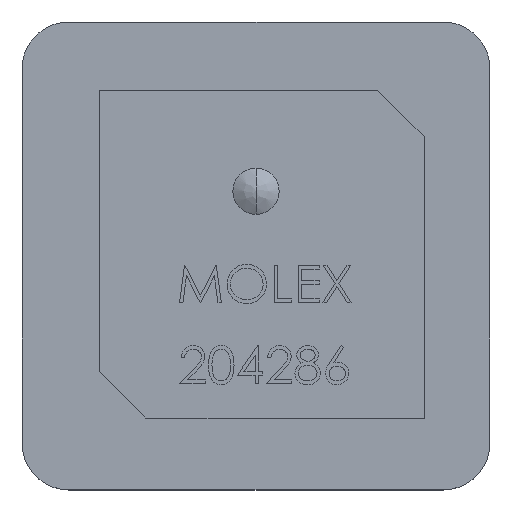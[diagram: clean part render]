
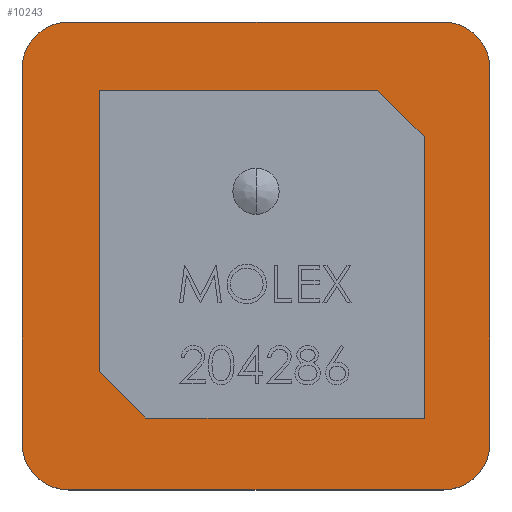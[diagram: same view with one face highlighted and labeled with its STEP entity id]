
A CAD part, top view. The second image highlights one B-rep face of the part: STEP entity #10243.
In plain terms, the highlighted planar face has unit normal (0, 0, 1).
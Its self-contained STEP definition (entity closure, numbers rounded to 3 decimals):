
#88 = DIRECTION ( 'NONE',  ( -1., 0., 0. ) ) ;
#104 = VECTOR ( 'NONE', #7680, 1000. ) ;
#133 = EDGE_CURVE ( 'NONE', #7083, #5647, #3391, .T. ) ;
#231 = VERTEX_POINT ( 'NONE', #9184 ) ;
#246 = AXIS2_PLACEMENT_3D ( 'NONE', #8822, #1267, #282 ) ;
#282 = DIRECTION ( 'NONE',  ( -1., 0., 0. ) ) ;
#472 = EDGE_CURVE ( 'NONE', #5673, #10268, #8393, .T. ) ;
#710 = VERTEX_POINT ( 'NONE', #10885 ) ;
#839 = VERTEX_POINT ( 'NONE', #3569 ) ;
#873 = ORIENTED_EDGE ( 'NONE', *, *, #5362, .F. ) ;
#916 = VECTOR ( 'NONE', #5262, 1000. ) ;
#985 = ORIENTED_EDGE ( 'NONE', *, *, #3692, .T. ) ;
#1018 = ORIENTED_EDGE ( 'NONE', *, *, #2219, .F. ) ;
#1077 = CARTESIAN_POINT ( 'NONE',  ( 8.748, 5.676, 4. ) ) ;
#1128 = VECTOR ( 'NONE', #5161, 1000. ) ;
#1133 = VERTEX_POINT ( 'NONE', #8358 ) ;
#1267 = DIRECTION ( 'NONE',  ( 0., 0., 1. ) ) ;
#1325 = EDGE_LOOP ( 'NONE', ( #6748, #1706, #9495, #985, #10778, #7396, #5115, #5220 ) ) ;
#1511 = CARTESIAN_POINT ( 'NONE',  ( -6.114, -9.348, 4. ) ) ;
#1632 = ORIENTED_EDGE ( 'NONE', *, *, #3488, .F. ) ;
#1706 = ORIENTED_EDGE ( 'NONE', *, *, #9374, .T. ) ;
#1709 = LINE ( 'NONE', #2765, #916 ) ;
#1767 = LINE ( 'NONE', #5105, #1128 ) ;
#1799 = CARTESIAN_POINT ( 'NONE',  ( 14.765, 6.812, 4. ) ) ;
#1827 = VECTOR ( 'NONE', #4386, 1000. ) ;
#2025 = CARTESIAN_POINT ( 'NONE',  ( 11.248, 3.176, 4. ) ) ;
#2219 = EDGE_CURVE ( 'NONE', #8882, #231, #3658, .T. ) ;
#2252 = VERTEX_POINT ( 'NONE', #6137 ) ;
#2410 = AXIS2_PLACEMENT_3D ( 'NONE', #5240, #3660, #9624 ) ;
#2497 = EDGE_CURVE ( 'NONE', #839, #10943, #4322, .T. ) ;
#2530 = DIRECTION ( 'NONE',  ( 0., 0., -1. ) ) ;
#2700 = CARTESIAN_POINT ( 'NONE',  ( 12.265, -15.688, 4. ) ) ;
#2765 = CARTESIAN_POINT ( 'NONE',  ( -7.735, -15.688, 4. ) ) ;
#3040 = VERTEX_POINT ( 'NONE', #10503 ) ;
#3092 = DIRECTION ( 'NONE',  ( 0., -1., 0. ) ) ;
#3391 = LINE ( 'NONE', #1799, #10950 ) ;
#3432 = DIRECTION ( 'NONE',  ( 0., 0., 1. ) ) ;
#3488 = EDGE_CURVE ( 'NONE', #10268, #6025, #5928, .T. ) ;
#3537 = LINE ( 'NONE', #8726, #104 ) ;
#3569 = CARTESIAN_POINT ( 'NONE',  ( -7.735, 9.312, 4. ) ) ;
#3658 = LINE ( 'NONE', #1077, #4833 ) ;
#3660 = DIRECTION ( 'NONE',  ( 0., 0., 1. ) ) ;
#3692 = EDGE_CURVE ( 'NONE', #3040, #4243, #1709, .T. ) ;
#3722 = CARTESIAN_POINT ( 'NONE',  ( 14.765, 6.812, 4. ) ) ;
#3834 = LINE ( 'NONE', #5681, #7137 ) ;
#3901 = DIRECTION ( 'NONE',  ( 0., 0., 1. ) ) ;
#3997 = EDGE_LOOP ( 'NONE', ( #8792, #7742, #1018, #873, #1632, #7798 ) ) ;
#4243 = VERTEX_POINT ( 'NONE', #2700 ) ;
#4322 = CIRCLE ( 'NONE', #5716, 2.5 ) ;
#4326 = CARTESIAN_POINT ( 'NONE',  ( 14.765, -13.188, 4. ) ) ;
#4386 = DIRECTION ( 'NONE',  ( 0., 1., 0. ) ) ;
#4600 = VECTOR ( 'NONE', #7759, 1000. ) ;
#4717 = CARTESIAN_POINT ( 'NONE',  ( -10.235, 6.812, 4. ) ) ;
#4753 = VECTOR ( 'NONE', #3092, 1000. ) ;
#4833 = VECTOR ( 'NONE', #10349, 1000. ) ;
#4915 = CARTESIAN_POINT ( 'NONE',  ( -3.614, -11.848, 4. ) ) ;
#5105 = CARTESIAN_POINT ( 'NONE',  ( -7.735, 9.312, 4. ) ) ;
#5115 = ORIENTED_EDGE ( 'NONE', *, *, #5545, .T. ) ;
#5161 = DIRECTION ( 'NONE',  ( -1., 0., 0. ) ) ;
#5220 = ORIENTED_EDGE ( 'NONE', *, *, #6104, .T. ) ;
#5227 = CARTESIAN_POINT ( 'NONE',  ( -7.735, 6.812, 4. ) ) ;
#5240 = CARTESIAN_POINT ( 'NONE',  ( 12.265, -13.188, 4. ) ) ;
#5262 = DIRECTION ( 'NONE',  ( 1., 0., 0. ) ) ;
#5362 = EDGE_CURVE ( 'NONE', #6025, #8882, #6863, .T. ) ;
#5421 = CARTESIAN_POINT ( 'NONE',  ( 11.248, 3.176, 4. ) ) ;
#5545 = EDGE_CURVE ( 'NONE', #5647, #2252, #10098, .T. ) ;
#5647 = VERTEX_POINT ( 'NONE', #3722 ) ;
#5673 = VERTEX_POINT ( 'NONE', #6149 ) ;
#5681 = CARTESIAN_POINT ( 'NONE',  ( -6.114, 5.676, 4. ) ) ;
#5716 = AXIS2_PLACEMENT_3D ( 'NONE', #5227, #3432, #6770 ) ;
#5803 = CARTESIAN_POINT ( 'NONE',  ( -7.735, 6.812, 4. ) ) ;
#5928 = LINE ( 'NONE', #9304, #4600 ) ;
#6025 = VERTEX_POINT ( 'NONE', #6052 ) ;
#6052 = CARTESIAN_POINT ( 'NONE',  ( 11.248, -11.848, 4. ) ) ;
#6104 = EDGE_CURVE ( 'NONE', #2252, #839, #1767, .T. ) ;
#6137 = CARTESIAN_POINT ( 'NONE',  ( 12.265, 9.312, 4. ) ) ;
#6149 = CARTESIAN_POINT ( 'NONE',  ( -6.114, -9.348, 4. ) ) ;
#6570 = DIRECTION ( 'NONE',  ( 0., -1., 0. ) ) ;
#6580 = EDGE_CURVE ( 'NONE', #4243, #7083, #7669, .T. ) ;
#6735 = FACE_BOUND ( 'NONE', #3997, .T. ) ;
#6748 = ORIENTED_EDGE ( 'NONE', *, *, #2497, .T. ) ;
#6770 = DIRECTION ( 'NONE',  ( -1., 0., 0. ) ) ;
#6863 = LINE ( 'NONE', #5421, #1827 ) ;
#6905 = EDGE_CURVE ( 'NONE', #231, #1133, #3537, .T. ) ;
#7070 = CARTESIAN_POINT ( 'NONE',  ( -10.235, 6.812, 4. ) ) ;
#7083 = VERTEX_POINT ( 'NONE', #4326 ) ;
#7137 = VECTOR ( 'NONE', #6570, 1000. ) ;
#7259 = DIRECTION ( 'NONE',  ( -1., 0., 0. ) ) ;
#7319 = AXIS2_PLACEMENT_3D ( 'NONE', #9616, #3901, #7259 ) ;
#7321 = EDGE_CURVE ( 'NONE', #1133, #5673, #3834, .T. ) ;
#7341 = VECTOR ( 'NONE', #9172, 1000. ) ;
#7396 = ORIENTED_EDGE ( 'NONE', *, *, #133, .T. ) ;
#7465 = AXIS2_PLACEMENT_3D ( 'NONE', #5803, #2530, #88 ) ;
#7611 = EDGE_CURVE ( 'NONE', #710, #3040, #9097, .T. ) ;
#7669 = CIRCLE ( 'NONE', #2410, 2.5 ) ;
#7680 = DIRECTION ( 'NONE',  ( -1., 0., 0. ) ) ;
#7742 = ORIENTED_EDGE ( 'NONE', *, *, #6905, .F. ) ;
#7759 = DIRECTION ( 'NONE',  ( 1., 0., 0. ) ) ;
#7798 = ORIENTED_EDGE ( 'NONE', *, *, #472, .F. ) ;
#8317 = LINE ( 'NONE', #4717, #4753 ) ;
#8358 = CARTESIAN_POINT ( 'NONE',  ( -6.114, 5.676, 4. ) ) ;
#8393 = LINE ( 'NONE', #1511, #7341 ) ;
#8726 = CARTESIAN_POINT ( 'NONE',  ( -6.114, 5.676, 4. ) ) ;
#8792 = ORIENTED_EDGE ( 'NONE', *, *, #7321, .F. ) ;
#8822 = CARTESIAN_POINT ( 'NONE',  ( 12.265, 6.812, 4. ) ) ;
#8882 = VERTEX_POINT ( 'NONE', #2025 ) ;
#9097 = CIRCLE ( 'NONE', #7319, 2.5 ) ;
#9172 = DIRECTION ( 'NONE',  ( 0.707, -0.707, 0. ) ) ;
#9184 = CARTESIAN_POINT ( 'NONE',  ( 8.748, 5.676, 4. ) ) ;
#9304 = CARTESIAN_POINT ( 'NONE',  ( -3.614, -11.848, 4. ) ) ;
#9351 = PLANE ( 'NONE',  #7465 ) ;
#9374 = EDGE_CURVE ( 'NONE', #10943, #710, #8317, .T. ) ;
#9495 = ORIENTED_EDGE ( 'NONE', *, *, #7611, .T. ) ;
#9616 = CARTESIAN_POINT ( 'NONE',  ( -7.735, -13.188, 4. ) ) ;
#9624 = DIRECTION ( 'NONE',  ( -1., 0., 0. ) ) ;
#10098 = CIRCLE ( 'NONE', #246, 2.5 ) ;
#10243 = ADVANCED_FACE ( 'NONE', ( #10927, #6735 ), #9351, .F. ) ;
#10268 = VERTEX_POINT ( 'NONE', #4915 ) ;
#10349 = DIRECTION ( 'NONE',  ( -0.707, 0.707, 0. ) ) ;
#10503 = CARTESIAN_POINT ( 'NONE',  ( -7.735, -15.688, 4. ) ) ;
#10778 = ORIENTED_EDGE ( 'NONE', *, *, #6580, .T. ) ;
#10869 = DIRECTION ( 'NONE',  ( 0., 1., 0. ) ) ;
#10885 = CARTESIAN_POINT ( 'NONE',  ( -10.235, -13.188, 4. ) ) ;
#10927 = FACE_OUTER_BOUND ( 'NONE', #1325, .T. ) ;
#10943 = VERTEX_POINT ( 'NONE', #7070 ) ;
#10950 = VECTOR ( 'NONE', #10869, 1000. ) ;
